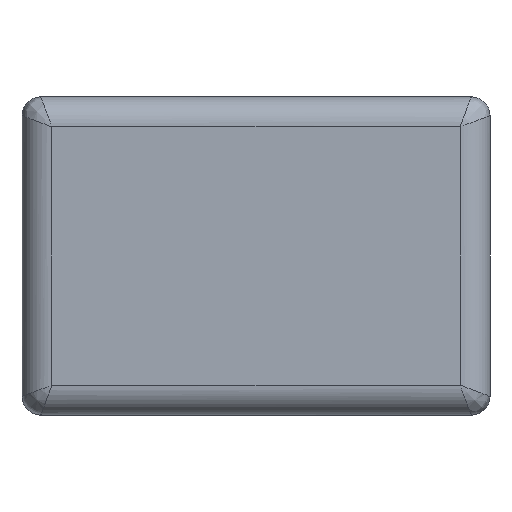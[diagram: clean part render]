
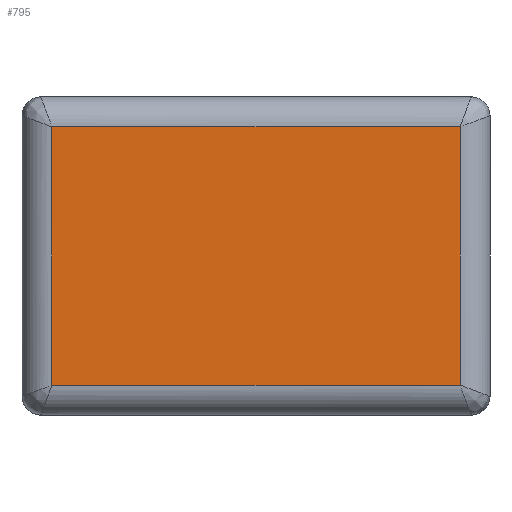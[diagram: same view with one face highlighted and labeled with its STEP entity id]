
A CAD part, left-side view. The second image highlights one B-rep face of the part: STEP entity #795.
In plain terms, the highlighted planar face has unit normal (-1, 0, 0).
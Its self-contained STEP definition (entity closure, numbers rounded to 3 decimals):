
#44 = LINE ( 'NONE', #190, #1114 ) ;
#59 = CARTESIAN_POINT ( 'NONE',  ( -1., 0.545, 0.85 ) ) ;
#190 = CARTESIAN_POINT ( 'NONE',  ( -1., -0.545, 0.85 ) ) ;
#243 = CARTESIAN_POINT ( 'NONE',  ( -1., 0.545, 0.77 ) ) ;
#306 = ORIENTED_EDGE ( 'NONE', *, *, #1248, .T. ) ;
#326 = DIRECTION ( 'NONE',  ( 0., -1., 0. ) ) ;
#363 = VECTOR ( 'NONE', #1187, 1000. ) ;
#395 = DIRECTION ( 'NONE',  ( 0., 0., -1. ) ) ;
#411 = VERTEX_POINT ( 'NONE', #2131 ) ;
#440 = ORIENTED_EDGE ( 'NONE', *, *, #1755, .T. ) ;
#454 = CARTESIAN_POINT ( 'NONE',  ( -1., -0.625, 0.85 ) ) ;
#465 = CARTESIAN_POINT ( 'NONE',  ( -1., -0.625, 0.77 ) ) ;
#487 = DIRECTION ( 'NONE',  ( 0., 1., 0. ) ) ;
#708 = VERTEX_POINT ( 'NONE', #3066 ) ;
#795 = ADVANCED_FACE ( 'NONE', ( #3100 ), #1165, .F. ) ;
#805 = VECTOR ( 'NONE', #487, 1000. ) ;
#891 = LINE ( 'NONE', #59, #363 ) ;
#907 = ORIENTED_EDGE ( 'NONE', *, *, #1023, .T. ) ;
#947 = LINE ( 'NONE', #1727, #2520 ) ;
#1004 = VERTEX_POINT ( 'NONE', #243 ) ;
#1023 = EDGE_CURVE ( 'NONE', #1004, #411, #891, .T. ) ;
#1063 = DIRECTION ( 'NONE',  ( 0., 0., 1. ) ) ;
#1114 = VECTOR ( 'NONE', #1063, 1000. ) ;
#1165 = PLANE ( 'NONE',  #1250 ) ;
#1187 = DIRECTION ( 'NONE',  ( 0., 0., -1. ) ) ;
#1248 = EDGE_CURVE ( 'NONE', #411, #2820, #947, .T. ) ;
#1250 = AXIS2_PLACEMENT_3D ( 'NONE', #454, #3420, #395 ) ;
#1653 = EDGE_LOOP ( 'NONE', ( #907, #306, #440, #2137 ) ) ;
#1727 = CARTESIAN_POINT ( 'NONE',  ( -1., 0., 0.08 ) ) ;
#1755 = EDGE_CURVE ( 'NONE', #2820, #708, #44, .T. ) ;
#2131 = CARTESIAN_POINT ( 'NONE',  ( -1., 0.545, 0.08 ) ) ;
#2137 = ORIENTED_EDGE ( 'NONE', *, *, #3565, .T. ) ;
#2146 = CARTESIAN_POINT ( 'NONE',  ( -1., -0.545, 0.08 ) ) ;
#2520 = VECTOR ( 'NONE', #326, 1000. ) ;
#2820 = VERTEX_POINT ( 'NONE', #2146 ) ;
#3022 = LINE ( 'NONE', #465, #805 ) ;
#3066 = CARTESIAN_POINT ( 'NONE',  ( -1., -0.545, 0.77 ) ) ;
#3100 = FACE_OUTER_BOUND ( 'NONE', #1653, .T. ) ;
#3420 = DIRECTION ( 'NONE',  ( 1., 0., 0. ) ) ;
#3565 = EDGE_CURVE ( 'NONE', #708, #1004, #3022, .T. ) ;
